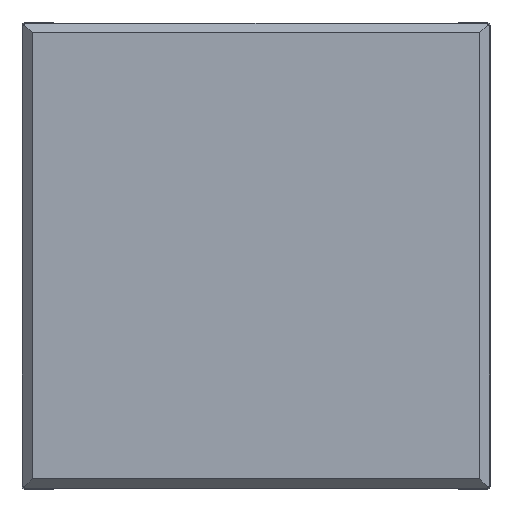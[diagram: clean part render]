
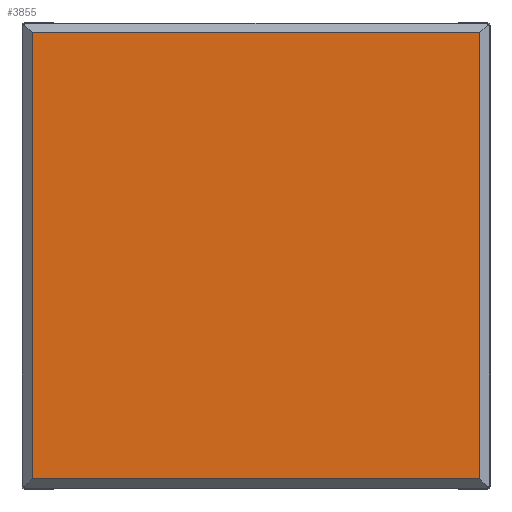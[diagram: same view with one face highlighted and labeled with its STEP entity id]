
A CAD part, top view. The second image highlights one B-rep face of the part: STEP entity #3855.
In plain terms, the highlighted face is planar.
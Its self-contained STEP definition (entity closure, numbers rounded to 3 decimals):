
#403=FACE_OUTER_BOUND('',#635,.T.);
#635=EDGE_LOOP('',(#2953,#2954,#2955,#2956));
#1112=LINE('',#6024,#1520);
#1113=LINE('',#6026,#1521);
#1114=LINE('',#6028,#1522);
#1115=LINE('',#6029,#1523);
#1520=VECTOR('',#4792,143.431);
#1521=VECTOR('',#4793,143.931);
#1522=VECTOR('',#4794,143.431);
#1523=VECTOR('',#4795,143.931);
#1863=VERTEX_POINT('',#6022);
#1864=VERTEX_POINT('',#6023);
#1865=VERTEX_POINT('',#6025);
#1866=VERTEX_POINT('',#6027);
#2297=EDGE_CURVE('',#1863,#1864,#1112,.T.);
#2298=EDGE_CURVE('',#1865,#1863,#1113,.T.);
#2299=EDGE_CURVE('',#1866,#1865,#1114,.T.);
#2300=EDGE_CURVE('',#1864,#1866,#1115,.T.);
#2953=ORIENTED_EDGE('',*,*,#2297,.F.);
#2954=ORIENTED_EDGE('',*,*,#2298,.F.);
#2955=ORIENTED_EDGE('',*,*,#2299,.F.);
#2956=ORIENTED_EDGE('',*,*,#2300,.F.);
#3671=PLANE('',#4095);
#3855=ADVANCED_FACE('',(#403),#3671,.F.);
#4095=AXIS2_PLACEMENT_3D('',#6021,#4790,#4791);
#4790=DIRECTION('center_axis',(0.,0.,1.));
#4791=DIRECTION('ref_axis',(1.,0.,0.));
#4792=DIRECTION('',(0.,1.,0.));
#4793=DIRECTION('',(1.,0.,0.));
#4794=DIRECTION('',(0.,-1.,0.));
#4795=DIRECTION('',(-1.,0.,0.));
#6021=CARTESIAN_POINT('Origin',(0.,0.,-32.6));
#6022=CARTESIAN_POINT('',(71.966,-71.716,-32.6));
#6023=CARTESIAN_POINT('',(71.966,71.716,-32.6));
#6024=CARTESIAN_POINT('',(71.966,-37.5,-32.6));
#6025=CARTESIAN_POINT('',(-71.966,-71.716,-32.6));
#6026=CARTESIAN_POINT('',(-37.625,-71.716,-32.6));
#6027=CARTESIAN_POINT('',(-71.966,71.716,-32.6));
#6028=CARTESIAN_POINT('',(-71.966,37.5,-32.6));
#6029=CARTESIAN_POINT('',(37.625,71.716,-32.6));
